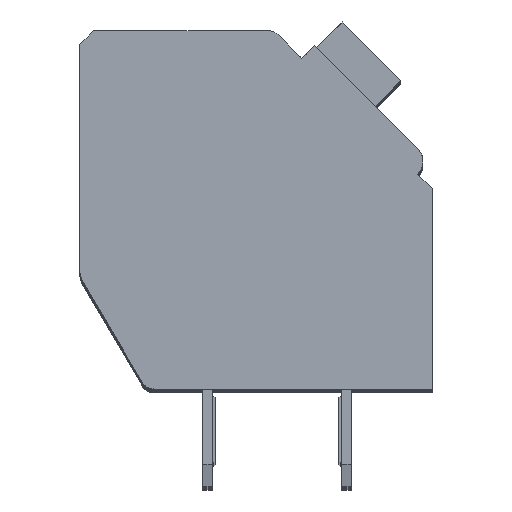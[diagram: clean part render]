
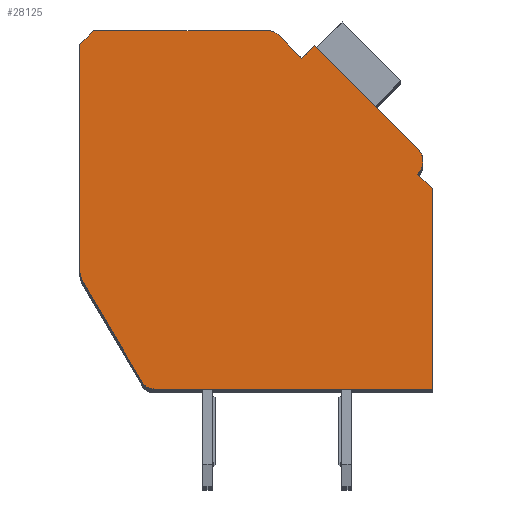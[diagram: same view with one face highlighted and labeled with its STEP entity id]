
A CAD part, top view. The second image highlights one B-rep face of the part: STEP entity #28125.
In plain terms, the highlighted planar face has unit normal (0, 0, 1).
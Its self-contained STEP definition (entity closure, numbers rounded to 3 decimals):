
#565=DIRECTION('',(0.,-1.,0.));
#566=VECTOR('',#565,8.053);
#567=CARTESIAN_POINT('',(-12.7,12.4,2.1));
#568=LINE('',#567,#566);
#569=DIRECTION('',(-0.707,-0.707,0.));
#570=VECTOR('',#569,0.707);
#571=CARTESIAN_POINT('',(-12.2,12.9,2.1));
#572=LINE('',#571,#570);
#573=DIRECTION('',(-1.,0.,0.));
#574=VECTOR('',#573,6.298);
#575=CARTESIAN_POINT('',(-5.902,12.9,2.1));
#576=LINE('',#575,#574);
#577=CARTESIAN_POINT('',(-5.902,12.4,2.1));
#578=DIRECTION('',(0.,0.,1.));
#579=DIRECTION('',(0.707,0.707,0.));
#580=AXIS2_PLACEMENT_3D('',#577,#578,#579);
#582=DIRECTION('',(-0.707,0.707,0.));
#583=VECTOR('',#582,1.197);
#584=CARTESIAN_POINT('',(-4.702,11.907,2.1));
#585=LINE('',#584,#583);
#586=DIRECTION('',(-0.707,-0.707,0.));
#587=VECTOR('',#586,0.65);
#588=CARTESIAN_POINT('',(-4.243,12.367,2.1));
#589=LINE('',#588,#587);
#590=DIRECTION('',(-0.707,0.707,0.));
#591=VECTOR('',#590,5.25);
#592=CARTESIAN_POINT('',(-0.53,8.655,2.1));
#593=LINE('',#592,#591);
#594=CARTESIAN_POINT('',(-0.99,8.195,2.1));
#595=DIRECTION('',(0.,0.,1.));
#596=DIRECTION('',(0.707,-0.707,0.));
#597=AXIS2_PLACEMENT_3D('',#594,#595,#596);
#599=DIRECTION('',(-0.707,0.707,0.));
#600=VECTOR('',#599,0.75);
#601=CARTESIAN_POINT('',(0.,7.205,2.1));
#602=LINE('',#601,#600);
#603=DIRECTION('',(0.,1.,0.));
#604=VECTOR('',#603,7.205);
#605=CARTESIAN_POINT('',(0.,0.,2.1));
#606=LINE('',#605,#604);
#607=DIRECTION('',(1.,0.,0.));
#608=VECTOR('',#607,10.014);
#609=CARTESIAN_POINT('',(-10.014,0.,2.1));
#610=LINE('',#609,#608);
#611=CARTESIAN_POINT('',(-10.014,0.5,2.1));
#612=DIRECTION('',(0.,0.,1.));
#613=DIRECTION('',(-0.862,-0.508,0.));
#614=AXIS2_PLACEMENT_3D('',#611,#612,#613);
#616=DIRECTION('',(0.508,-0.862,0.));
#617=VECTOR('',#616,4.17);
#618=CARTESIAN_POINT('',(-12.562,3.839,2.1));
#619=LINE('',#618,#617);
#620=CARTESIAN_POINT('',(-11.7,4.347,2.1));
#621=DIRECTION('',(0.,0.,1.));
#622=DIRECTION('',(-1.,0.,0.));
#623=AXIS2_PLACEMENT_3D('',#620,#621,#622);
#21095=CARTESIAN_POINT('',(-12.7,12.4,2.1));
#21096=CARTESIAN_POINT('',(-12.7,4.347,2.1));
#21097=VERTEX_POINT('',#21095);
#21098=VERTEX_POINT('',#21096);
#21099=CARTESIAN_POINT('',(-12.562,3.839,2.1));
#21100=VERTEX_POINT('',#21099);
#21101=CARTESIAN_POINT('',(-10.445,0.246,2.1));
#21102=VERTEX_POINT('',#21101);
#21103=CARTESIAN_POINT('',(-10.014,0.,2.1));
#21104=VERTEX_POINT('',#21103);
#21105=CARTESIAN_POINT('',(0.,0.,2.1));
#21106=VERTEX_POINT('',#21105);
#21107=CARTESIAN_POINT('',(0.,7.205,2.1));
#21108=VERTEX_POINT('',#21107);
#21109=CARTESIAN_POINT('',(-0.53,7.735,2.1));
#21110=VERTEX_POINT('',#21109);
#21111=CARTESIAN_POINT('',(-0.53,8.655,2.1));
#21112=VERTEX_POINT('',#21111);
#21113=CARTESIAN_POINT('',(-4.243,12.367,2.1));
#21114=VERTEX_POINT('',#21113);
#21115=CARTESIAN_POINT('',(-4.702,11.907,2.1));
#21116=VERTEX_POINT('',#21115);
#21117=CARTESIAN_POINT('',(-5.548,12.754,2.1));
#21118=VERTEX_POINT('',#21117);
#21119=CARTESIAN_POINT('',(-5.902,12.9,2.1));
#21120=VERTEX_POINT('',#21119);
#21121=CARTESIAN_POINT('',(-12.2,12.9,2.1));
#21122=VERTEX_POINT('',#21121);
#28092=CARTESIAN_POINT('',(0.,0.,2.1));
#28093=DIRECTION('',(0.,0.,1.));
#28094=DIRECTION('',(1.,0.,0.));
#28095=AXIS2_PLACEMENT_3D('',#28092,#28093,#28094);
#28096=PLANE('',#28095);
#28097=ORIENTED_EDGE('',*,*,#27549,.F.);
#28099=ORIENTED_EDGE('',*,*,#28098,.F.);
#28101=ORIENTED_EDGE('',*,*,#28100,.F.);
#28103=ORIENTED_EDGE('',*,*,#28102,.F.);
#28105=ORIENTED_EDGE('',*,*,#28104,.F.);
#28107=ORIENTED_EDGE('',*,*,#28106,.F.);
#28109=ORIENTED_EDGE('',*,*,#28108,.F.);
#28111=ORIENTED_EDGE('',*,*,#28110,.F.);
#28113=ORIENTED_EDGE('',*,*,#28112,.F.);
#28115=ORIENTED_EDGE('',*,*,#28114,.F.);
#28117=ORIENTED_EDGE('',*,*,#28116,.F.);
#28119=ORIENTED_EDGE('',*,*,#28118,.F.);
#28121=ORIENTED_EDGE('',*,*,#28120,.F.);
#28122=ORIENTED_EDGE('',*,*,#27755,.F.);
#28123=EDGE_LOOP('',(#28097,#28099,#28101,#28103,#28105,#28107,#28109,#28111,
#28113,#28115,#28117,#28119,#28121,#28122));
#28124=FACE_OUTER_BOUND('',#28123,.F.);
#581=CIRCLE('',#580,0.5);
#598=CIRCLE('',#597,0.65);
#615=CIRCLE('',#614,0.5);
#624=CIRCLE('',#623,1.);
#27549=EDGE_CURVE('',#21097,#21098,#568,.T.);
#27755=EDGE_CURVE('',#21098,#21100,#624,.T.);
#28098=EDGE_CURVE('',#21122,#21097,#572,.T.);
#28100=EDGE_CURVE('',#21120,#21122,#576,.T.);
#28102=EDGE_CURVE('',#21118,#21120,#581,.T.);
#28104=EDGE_CURVE('',#21116,#21118,#585,.T.);
#28106=EDGE_CURVE('',#21114,#21116,#589,.T.);
#28108=EDGE_CURVE('',#21112,#21114,#593,.T.);
#28110=EDGE_CURVE('',#21110,#21112,#598,.T.);
#28112=EDGE_CURVE('',#21108,#21110,#602,.T.);
#28114=EDGE_CURVE('',#21106,#21108,#606,.T.);
#28116=EDGE_CURVE('',#21104,#21106,#610,.T.);
#28118=EDGE_CURVE('',#21102,#21104,#615,.T.);
#28120=EDGE_CURVE('',#21100,#21102,#619,.T.);
#28125=ADVANCED_FACE('',(#28124),#28096,.T.);
